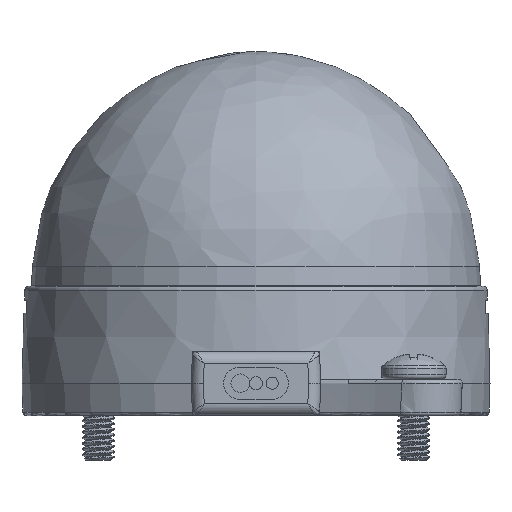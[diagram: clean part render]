
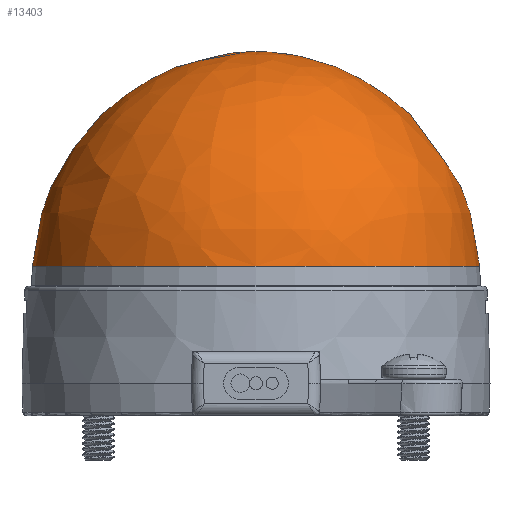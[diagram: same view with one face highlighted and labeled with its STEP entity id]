
A CAD part, left-side view. The second image highlights one B-rep face of the part: STEP entity #13403.
In plain terms, the highlighted free-form (B-spline) face has degree [2, 2] with [3, 9] control points.
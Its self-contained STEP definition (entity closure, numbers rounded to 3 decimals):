
#393=(
BOUNDED_SURFACE()
B_SPLINE_SURFACE(2,2,((#29000,#29001,#29002,#29003,#29004,#29005,#29006,
#29007,#29008),(#29009,#29010,#29011,#29012,#29013,#29014,#29015,#29016,
#29017),(#29018,#29019,#29020,#29021,#29022,#29023,#29024,#29025,#29026)),
 .UNSPECIFIED.,.F.,.T.,.F.)
B_SPLINE_SURFACE_WITH_KNOTS((3,3),(3,2,2,2,3),(0.051,1.561),
(-3.142,-1.571,0.,1.571,3.142),
 .UNSPECIFIED.)
GEOMETRIC_REPRESENTATION_ITEM()
RATIONAL_B_SPLINE_SURFACE(((1.,0.707,1.,0.707,1.,
0.707,1.,0.707,1.),(0.728,0.515,
0.728,0.515,0.728,0.515,
0.728,0.515,0.728),(1.,0.707,
1.,0.707,1.,0.707,1.,0.707,1.)))
REPRESENTATION_ITEM('')
SURFACE()
);
#1561=FACE_OUTER_BOUND('',#2341,.T.);
#2341=EDGE_LOOP('',(#12559,#12560,#12561));
#2487=CIRCLE('',#14159,27.646);
#2488=CIRCLE('',#14161,27.959);
#6651=VERTEX_POINT('',#28996);
#6652=VERTEX_POINT('',#29027);
#8626=EDGE_CURVE('',#6651,#6651,#2487,.T.);
#8628=EDGE_CURVE('',#6652,#6651,#2488,.T.);
#12559=ORIENTED_EDGE('',*,*,#8628,.T.);
#12560=ORIENTED_EDGE('',*,*,#8626,.T.);
#12561=ORIENTED_EDGE('',*,*,#8628,.F.);
#13403=ADVANCED_FACE('',(#1561),#393,.F.);
#14159=AXIS2_PLACEMENT_3D('',#28997,#16734,#16735);
#14161=AXIS2_PLACEMENT_3D('',#29028,#16739,#16740);
#16734=DIRECTION('center_axis',(0.,0.,1.));
#16735=DIRECTION('ref_axis',(1.,0.,0.));
#16739=DIRECTION('center_axis',(0.,-1.,0.));
#16740=DIRECTION('ref_axis',(-1.,0.,0.));
#28996=CARTESIAN_POINT('',(-27.646,0.,18.532));
#28997=CARTESIAN_POINT('Origin',(0.,0.,18.532));
#29000=CARTESIAN_POINT('Ctrl Pts',(-27.646,0.,
18.532));
#29001=CARTESIAN_POINT('Ctrl Pts',(-27.646,-27.646,
18.532));
#29002=CARTESIAN_POINT('Ctrl Pts',(0.,-27.646,
18.532));
#29003=CARTESIAN_POINT('Ctrl Pts',(27.646,-27.646,18.532));
#29004=CARTESIAN_POINT('Ctrl Pts',(27.646,0.,
18.532));
#29005=CARTESIAN_POINT('Ctrl Pts',(27.646,27.646,18.532));
#29006=CARTESIAN_POINT('Ctrl Pts',(0.,27.646,
18.532));
#29007=CARTESIAN_POINT('Ctrl Pts',(-27.646,27.646,18.532));
#29008=CARTESIAN_POINT('Ctrl Pts',(-27.646,0.,
18.532));
#29009=CARTESIAN_POINT('Ctrl Pts',(-26.305,0.,
44.803));
#29010=CARTESIAN_POINT('Ctrl Pts',(-26.305,-26.305,
44.803));
#29011=CARTESIAN_POINT('Ctrl Pts',(0.,-26.305,
44.803));
#29012=CARTESIAN_POINT('Ctrl Pts',(26.305,-26.305,44.803));
#29013=CARTESIAN_POINT('Ctrl Pts',(26.305,0.,
44.803));
#29014=CARTESIAN_POINT('Ctrl Pts',(26.305,26.305,44.803));
#29015=CARTESIAN_POINT('Ctrl Pts',(0.,26.305,
44.803));
#29016=CARTESIAN_POINT('Ctrl Pts',(-26.305,26.305,44.803));
#29017=CARTESIAN_POINT('Ctrl Pts',(-26.305,0.,
44.803));
#29018=CARTESIAN_POINT('Ctrl Pts',(0.,0.,
45.063));
#29019=CARTESIAN_POINT('Ctrl Pts',(0.,0.,
45.063));
#29020=CARTESIAN_POINT('Ctrl Pts',(0.,0.,
45.063));
#29021=CARTESIAN_POINT('Ctrl Pts',(0.,0.,
45.063));
#29022=CARTESIAN_POINT('Ctrl Pts',(0.,0.,
45.063));
#29023=CARTESIAN_POINT('Ctrl Pts',(0.,0.,
45.063));
#29024=CARTESIAN_POINT('Ctrl Pts',(0.,0.,
45.063));
#29025=CARTESIAN_POINT('Ctrl Pts',(0.,0.,
45.063));
#29026=CARTESIAN_POINT('Ctrl Pts',(0.,0.,
45.063));
#29027=CARTESIAN_POINT('',(0.,0.,45.063));
#29028=CARTESIAN_POINT('Origin',(0.276,0.,
17.106));
